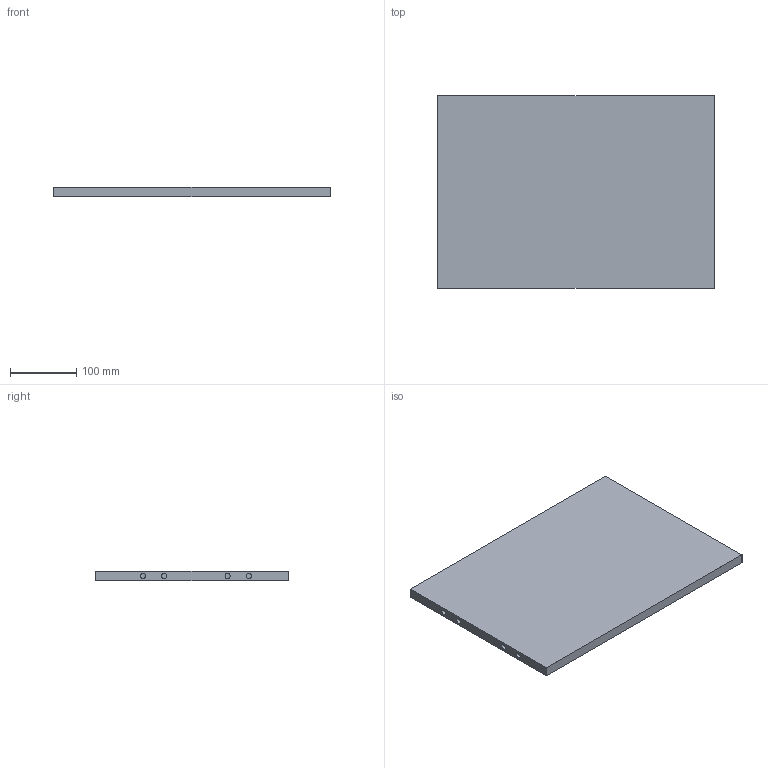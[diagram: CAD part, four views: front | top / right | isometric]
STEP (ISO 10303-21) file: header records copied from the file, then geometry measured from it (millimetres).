
FILE_DESCRIPTION(('STEP AP214'),'1');
FILE_NAME('PRATELEIRA_13.step','2026-01-16T13:19:56',(' '),(' '),'Spatial InterOp 3D',' ',' ');
FILE_SCHEMA(('AUTOMOTIVE_DESIGN { 1 0 10303 214 1 1 1 1 }'));
Length unit declared in the file: millimetre
Products named in the file (1): BASE
Bounding box: 419 x 292 x 15 mm (x, y, z)
Volume: 1822172.2 mm3; surface area: 283956 mm2
Topology: 2 solids, 2 shells, 36 faces, 84 edges, 56 vertices
Faces by surface type: plane 24, cylinder 12
Full cylindrical faces by diameter (mm): 8 x8, 12 x4
Entity records: 1452 total; most frequent: CARTESIAN_POINT 386, DIRECTION 160, ORIENTED_EDGE 128, EDGE_CURVE 64, AXIS2_PLACEMENT_3D 62, EDGE_LOOP 60, FACE_OUTER_BOUND 48, VERTEX_POINT 48
